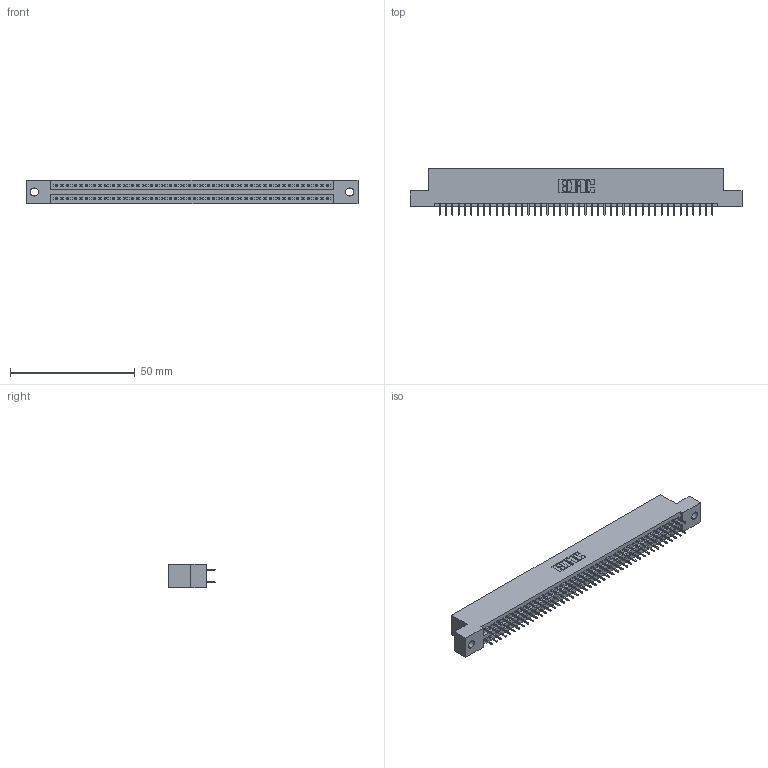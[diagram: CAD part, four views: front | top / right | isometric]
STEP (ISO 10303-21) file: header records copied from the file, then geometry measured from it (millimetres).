
FILE_DESCRIPTION (( 'STEP AP203' ), '1' );
FILE_NAME ('345-088-525-202.STEP', '2020-09-21T14:06:43', ( '' ), ( '' ), 'SwSTEP 2.0', 'SolidWorks 2020', '' );
FILE_SCHEMA (( 'CONFIG_CONTROL_DESIGN' ));
Length unit declared in the file: inch
Products named in the file (3): 345 Part_Flush Mounting Lugs - 0.128 Dia; 345-292-001_345-293-125; 345-088-525-202
Assembly tree (89 placements, depth 2):
  345-088-525-202
    345 Part_Flush Mounting Lugs - 0.128 Dia
    345-292-001_345-293-125  x88
Bounding box: 132.97 x 18.72 x 9.4 mm (x, y, z)
Volume: 12753.8 mm3; surface area: 18181.8 mm2
Topology: 89 solids, 89 shells, 4878 faces, 13805 edges, 8850 vertices
Faces by surface type: plane 3512, cylinder 1366
Entity records: 34331 total; most frequent: CARTESIAN_POINT 5752, ORIENTED_EDGE 5686, DIRECTION 5071, EDGE_CURVE 2843, VECTOR 2539, LINE 2539, VERTEX_POINT 1890, AXIS2_PLACEMENT_3D 1266
